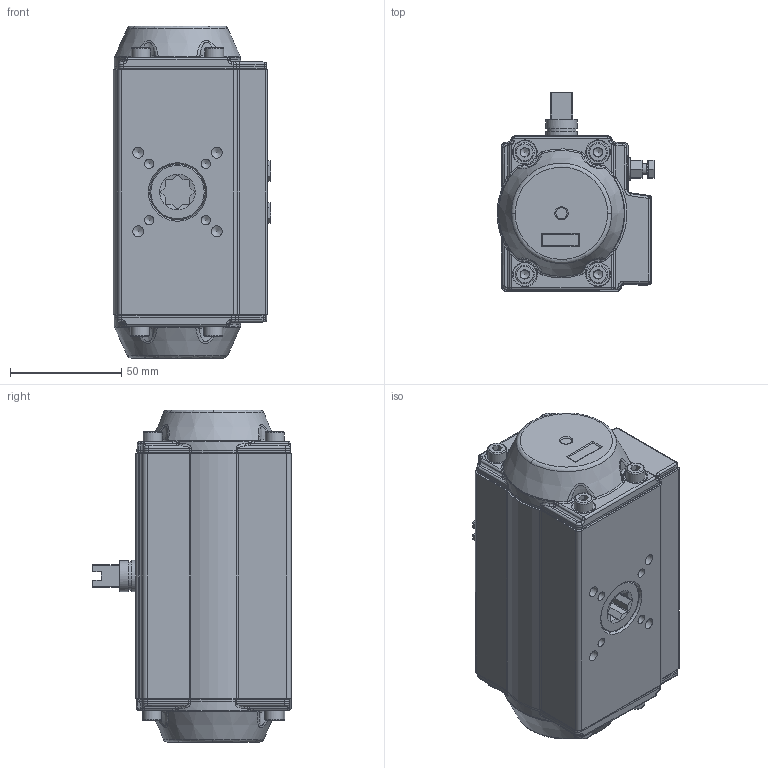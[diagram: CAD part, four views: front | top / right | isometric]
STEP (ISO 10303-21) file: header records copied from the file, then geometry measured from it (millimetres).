
FILE_DESCRIPTION(/* description */ ('Unknown'),/* implementation_level */ '2;1');
FILE_NAME(/* name */ 'PD02_PE01',/* time_stamp */ '2022-02-21T12:37:41+01:00',/* author */ ('Unknown'),/* organization */ ('Unknown'),/* preprocessor_version */ 'ST-DEVELOPER v16.7',/* originating_system */ 'Solid Edge',/* authorisation */ 'Unknown');
FILE_SCHEMA (('AUTOMOTIVE_DESIGN {1 0 10303 214 3 1 1}'));
Products named in the file (10): PD02_PE01; vt50-2016-06-25; hex bolt gradeab_din_ISO 4014 - M5 x 25 x 16-N; huosai50; vt50-2016-06-25 _______MIR; zhou50; VTE50____; plain washers-n series-grade a gb_GB_FASTENER_WASHER_PWNA 5; hex nut gradec_din_Hexagon Nut ISO 4034 - M5 - N; socket head cap screw_din_DIN 912 M5 x 16 --- 16N
Assembly tree (20 placements, depth 2):
  PD02_PE01
    vt50-2016-06-25
    hex bolt gradeab_din_ISO 4014 - M5 x 25 x 16-N  x2
    huosai50  x2
    vt50-2016-06-25 _______MIR
    zhou50
    VTE50____
    plain washers-n series-grade a gb_GB_FASTENER_WASHER_PWNA 5  x2
    hex nut gradec_din_Hexagon Nut ISO 4034 - M5 - N  x2
    socket head cap screw_din_DIN 912 M5 x 16 --- 16N  x8
Bounding box: 70.92 x 89.5 x 149.4 mm (x, y, z)
Volume: 380506.6 mm3; surface area: 132148.7 mm2
Topology: 20 solids, 20 shells, 2003 faces, 4900 edges, 3030 vertices
Faces by surface type: plane 671, cylinder 527, bspline 296, torus 249, cone 240, sphere 20
Full cylindrical faces by diameter (mm): 2.5 x2, 4.134 x20, 4.2 x2, 4.917 x7, 5 x12, 5.3 x2, 5.5 x1, 8 x2, 8.5 x8, 8.566 x2, 10 x4, 11 x1, 11.4 x1, 12 x2, 12.5 x2, 12.9 x1, 13 x12, 13.5 x2, 14 x5, 16.5 x2, 21.2 x1, 21.4 x1, 22.5 x1, 25 x4, 42.5 x2, 44.4 x2, 45 x2, 49 x6, 50 x1
Entity records: 54480 total; most frequent: CARTESIAN_POINT 22795, ORIENTED_EDGE 6690, DIRECTION 5831, EDGE_CURVE 3345, AXIS2_PLACEMENT_3D 2313, VERTEX_POINT 2227, FACE_BOUND 1862, EDGE_LOOP 1841
